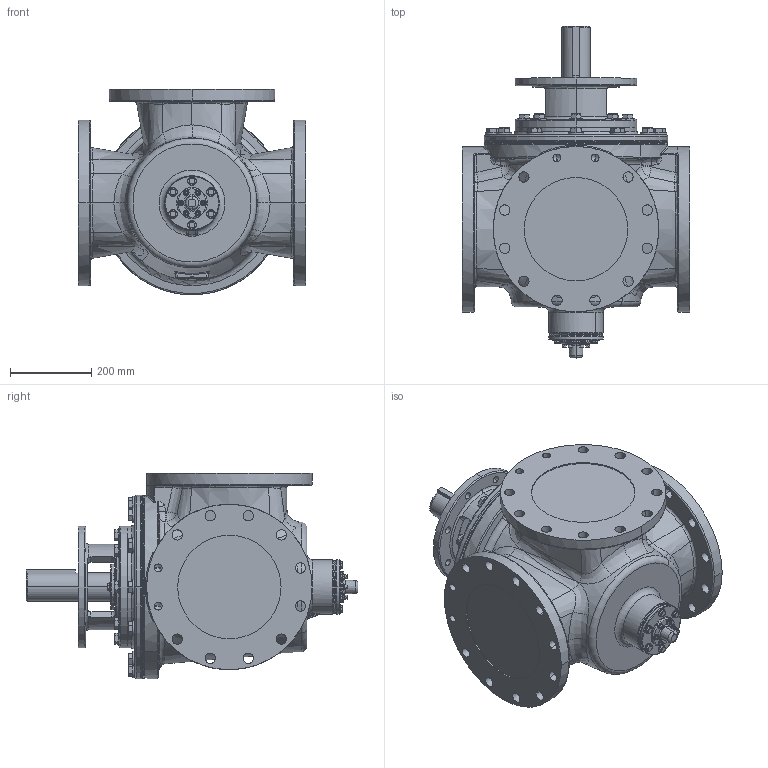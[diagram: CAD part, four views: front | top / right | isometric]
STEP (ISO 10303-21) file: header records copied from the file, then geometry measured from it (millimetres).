
FILE_DESCRIPTION((''),'2;1');
FILE_NAME('5510_SW0002','2023-09-11T07:30:41',('tbuffington'),(''),'CREO PARAMETRIC BY PTC INC, 2023072','CREO PARAMETRIC BY PTC INC, 2023072','');
FILE_SCHEMA(('AUTOMOTIVE_DESIGN { 1 0 10303 214 1 1 1 1 }'));
Products named in the file (1): 5510_SW0002
Bounding box: 558.8 x 815.18 x 504.82 mm (x, y, z)
Volume: 79717012 mm3; surface area: 1930633.2 mm2
Topology: 1 solids, 3 shells, 1338 faces, 3175 edges, 1931 vertices
Faces by surface type: plane 410, cylinder 312, cone 233, bspline 203, torus 160, sphere 14, extrusion 6
Entity records: 67583 total; most frequent: CARTESIAN_POINT 31802, ORIENTED_EDGE 6314, DIRECTION 6033, EDGE_CURVE 3157, AXIS2_PLACEMENT_3D 2514, VERTEX_POINT 1931, EDGE_LOOP 1536, CIRCLE 1385
